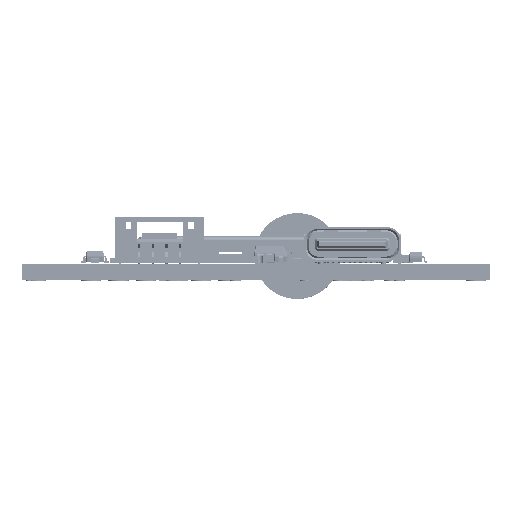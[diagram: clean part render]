
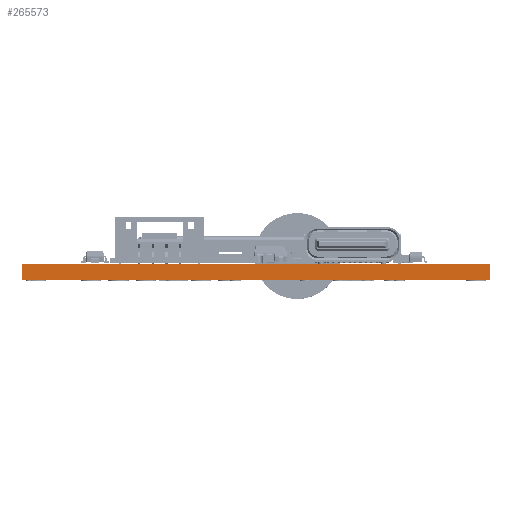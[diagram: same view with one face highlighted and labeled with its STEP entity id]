
A CAD part, left-side view. The second image highlights one B-rep face of the part: STEP entity #265573.
In plain terms, the highlighted planar face has unit normal (-1, 0, 0).
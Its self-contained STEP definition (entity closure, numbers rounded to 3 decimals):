
#265517 = VERTEX_POINT('',#265518);
#265518 = CARTESIAN_POINT('',(135.229,-117.475,1.51));
#265524 = EDGE_CURVE('',#265525,#265517,#265527,.T.);
#265525 = VERTEX_POINT('',#265526);
#265526 = CARTESIAN_POINT('',(135.229,-117.475,0.));
#265527 = LINE('',#265528,#265529);
#265528 = CARTESIAN_POINT('',(135.229,-117.475,0.));
#265529 = VECTOR('',#265530,1.);
#265530 = DIRECTION('',(0.,0.,1.));
#265573 = ADVANCED_FACE('',(#265574),#265599,.T.);
#265574 = FACE_BOUND('',#265575,.T.);
#265575 = EDGE_LOOP('',(#265576,#265577,#265585,#265593));
#265576 = ORIENTED_EDGE('',*,*,#265524,.T.);
#265577 = ORIENTED_EDGE('',*,*,#265578,.T.);
#265578 = EDGE_CURVE('',#265517,#265579,#265581,.T.);
#265579 = VERTEX_POINT('',#265580);
#265580 = CARTESIAN_POINT('',(135.229,-74.295,1.51));
#265581 = LINE('',#265582,#265583);
#265582 = CARTESIAN_POINT('',(135.229,-117.475,1.51));
#265583 = VECTOR('',#265584,1.);
#265584 = DIRECTION('',(0.,1.,0.));
#265585 = ORIENTED_EDGE('',*,*,#265586,.F.);
#265586 = EDGE_CURVE('',#265587,#265579,#265589,.T.);
#265587 = VERTEX_POINT('',#265588);
#265588 = CARTESIAN_POINT('',(135.229,-74.295,0.));
#265589 = LINE('',#265590,#265591);
#265590 = CARTESIAN_POINT('',(135.229,-74.295,0.));
#265591 = VECTOR('',#265592,1.);
#265592 = DIRECTION('',(0.,0.,1.));
#265593 = ORIENTED_EDGE('',*,*,#265594,.F.);
#265594 = EDGE_CURVE('',#265525,#265587,#265595,.T.);
#265595 = LINE('',#265596,#265597);
#265596 = CARTESIAN_POINT('',(135.229,-117.475,0.));
#265597 = VECTOR('',#265598,1.);
#265598 = DIRECTION('',(0.,1.,0.));
#265599 = PLANE('',#265600);
#265600 = AXIS2_PLACEMENT_3D('',#265601,#265602,#265603);
#265601 = CARTESIAN_POINT('',(135.229,-117.475,0.));
#265602 = DIRECTION('',(-1.,0.,0.));
#265603 = DIRECTION('',(0.,1.,0.));
